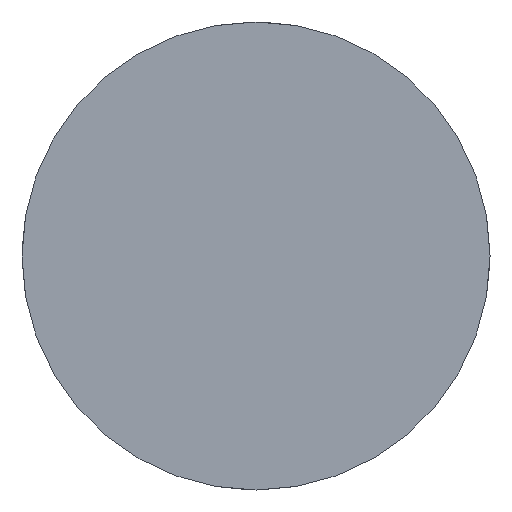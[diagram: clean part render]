
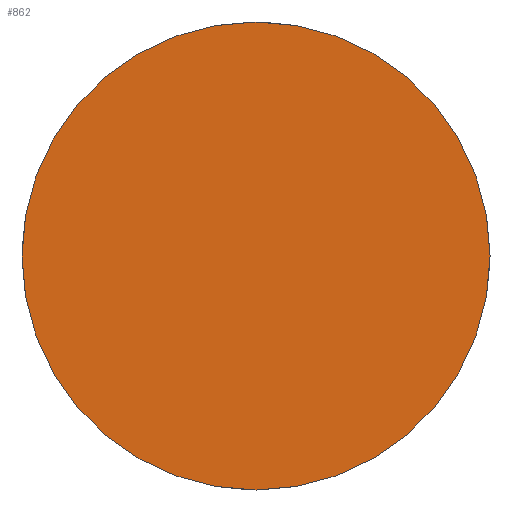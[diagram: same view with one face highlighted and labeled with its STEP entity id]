
A CAD part, front view. The second image highlights one B-rep face of the part: STEP entity #862.
In plain terms, the highlighted planar face has unit normal (0, -1, 0).
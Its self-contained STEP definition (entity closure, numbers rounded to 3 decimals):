
#76 = VERTEX_POINT ( 'NONE', #167 ) ;
#164 = VERTEX_POINT ( 'NONE', #482 ) ;
#167 = CARTESIAN_POINT ( 'NONE',  ( 0., 0., -63. ) ) ;
#193 = FACE_OUTER_BOUND ( 'NONE', #732, .T. ) ;
#229 = EDGE_CURVE ( 'NONE', #76, #164, #1206, .T. ) ;
#246 = DIRECTION ( 'NONE',  ( 0., -1., 0. ) ) ;
#463 = ORIENTED_EDGE ( 'NONE', *, *, #229, .T. ) ;
#482 = CARTESIAN_POINT ( 'NONE',  ( 0., 0., 63. ) ) ;
#531 = AXIS2_PLACEMENT_3D ( 'NONE', #825, #904, #1103 ) ;
#542 = CARTESIAN_POINT ( 'NONE',  ( -63.756, 0., 63.756 ) ) ;
#549 = PLANE ( 'NONE',  #1145 ) ;
#655 = ORIENTED_EDGE ( 'NONE', *, *, #1184, .T. ) ;
#659 = DIRECTION ( 'NONE',  ( 0., -1., 0. ) ) ;
#662 = DIRECTION ( 'NONE',  ( 0., 0., 1. ) ) ;
#732 = EDGE_LOOP ( 'NONE', ( #655, #463 ) ) ;
#749 = DIRECTION ( 'NONE',  ( 0., 0., -1. ) ) ;
#825 = CARTESIAN_POINT ( 'NONE',  ( 0., 0., 0. ) ) ;
#845 = CARTESIAN_POINT ( 'NONE',  ( 0., 0., 0. ) ) ;
#848 = AXIS2_PLACEMENT_3D ( 'NONE', #845, #659, #662 ) ;
#862 = ADVANCED_FACE ( 'NONE', ( #193 ), #549, .T. ) ;
#904 = DIRECTION ( 'NONE',  ( 0., -1., 0. ) ) ;
#1103 = DIRECTION ( 'NONE',  ( 0., 0., 1. ) ) ;
#1145 = AXIS2_PLACEMENT_3D ( 'NONE', #542, #246, #749 ) ;
#1184 = EDGE_CURVE ( 'NONE', #164, #76, #1185, .T. ) ;
#1185 = CIRCLE ( 'NONE', #848, 63. ) ;
#1206 = CIRCLE ( 'NONE', #531, 63. ) ;
